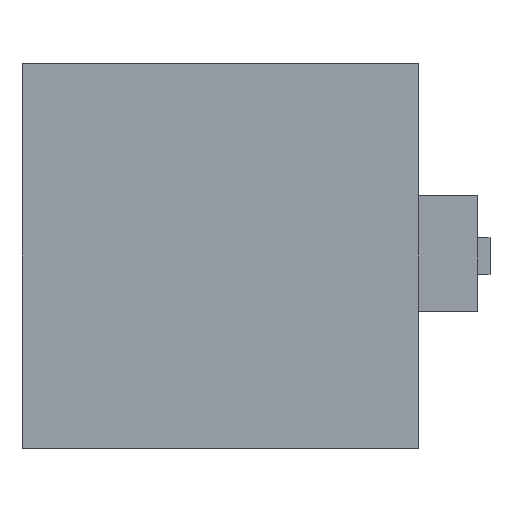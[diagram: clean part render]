
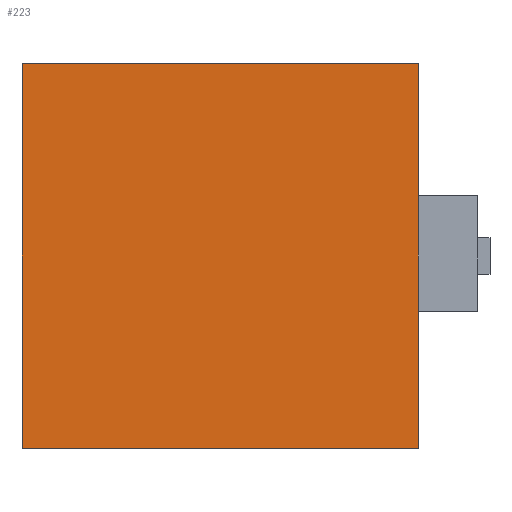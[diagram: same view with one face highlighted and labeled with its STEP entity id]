
A CAD part, front view. The second image highlights one B-rep face of the part: STEP entity #223.
In plain terms, the highlighted planar face has unit normal (0, -1, 0).
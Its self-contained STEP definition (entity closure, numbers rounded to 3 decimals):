
#154 = DIRECTION ( 'NONE',  ( 0., 0., 1. ) ) ;
#223 = ADVANCED_FACE ( 'NONE', ( #1923 ), #1569, .F. ) ;
#252 = DIRECTION ( 'NONE',  ( 0., 0., -1. ) ) ;
#271 = CARTESIAN_POINT ( 'NONE',  ( 0., 0., 320. ) ) ;
#295 = ORIENTED_EDGE ( 'NONE', *, *, #1931, .F. ) ;
#648 = LINE ( 'NONE', #271, #4320 ) ;
#712 = ORIENTED_EDGE ( 'NONE', *, *, #3603, .F. ) ;
#763 = VERTEX_POINT ( 'NONE', #4450 ) ;
#1002 = CARTESIAN_POINT ( 'NONE',  ( 0., 0., 0. ) ) ;
#1132 = VERTEX_POINT ( 'NONE', #4661 ) ;
#1194 = VECTOR ( 'NONE', #252, 1000. ) ;
#1569 = PLANE ( 'NONE',  #1741 ) ;
#1741 = AXIS2_PLACEMENT_3D ( 'NONE', #4689, #2845, #2697 ) ;
#1923 = FACE_OUTER_BOUND ( 'NONE', #5018, .T. ) ;
#1931 = EDGE_CURVE ( 'NONE', #763, #1132, #648, .T. ) ;
#2048 = CARTESIAN_POINT ( 'NONE',  ( 0., 0., 0. ) ) ;
#2095 = CARTESIAN_POINT ( 'NONE',  ( 330., 0., 0. ) ) ;
#2140 = VECTOR ( 'NONE', #154, 1000. ) ;
#2634 = EDGE_CURVE ( 'NONE', #2790, #4620, #4919, .T. ) ;
#2697 = DIRECTION ( 'NONE',  ( 0., 0., 1. ) ) ;
#2790 = VERTEX_POINT ( 'NONE', #3369 ) ;
#2845 = DIRECTION ( 'NONE',  ( 0., 1., 0. ) ) ;
#3133 = VECTOR ( 'NONE', #3737, 1000. ) ;
#3369 = CARTESIAN_POINT ( 'NONE',  ( 330., 0., 0. ) ) ;
#3603 = EDGE_CURVE ( 'NONE', #1132, #2790, #4576, .T. ) ;
#3609 = LINE ( 'NONE', #2048, #2140 ) ;
#3737 = DIRECTION ( 'NONE',  ( -1., 0., 0. ) ) ;
#3799 = ORIENTED_EDGE ( 'NONE', *, *, #4969, .F. ) ;
#3965 = CARTESIAN_POINT ( 'NONE',  ( 0., 0., 0. ) ) ;
#4320 = VECTOR ( 'NONE', #4901, 1000. ) ;
#4321 = ORIENTED_EDGE ( 'NONE', *, *, #2634, .F. ) ;
#4450 = CARTESIAN_POINT ( 'NONE',  ( 0., 0., 320. ) ) ;
#4576 = LINE ( 'NONE', #2095, #1194 ) ;
#4620 = VERTEX_POINT ( 'NONE', #3965 ) ;
#4661 = CARTESIAN_POINT ( 'NONE',  ( 330., 0., 320. ) ) ;
#4689 = CARTESIAN_POINT ( 'NONE',  ( 0., 0., 0. ) ) ;
#4901 = DIRECTION ( 'NONE',  ( 1., 0., 0. ) ) ;
#4919 = LINE ( 'NONE', #1002, #3133 ) ;
#4969 = EDGE_CURVE ( 'NONE', #4620, #763, #3609, .T. ) ;
#5018 = EDGE_LOOP ( 'NONE', ( #3799, #4321, #712, #295 ) ) ;
